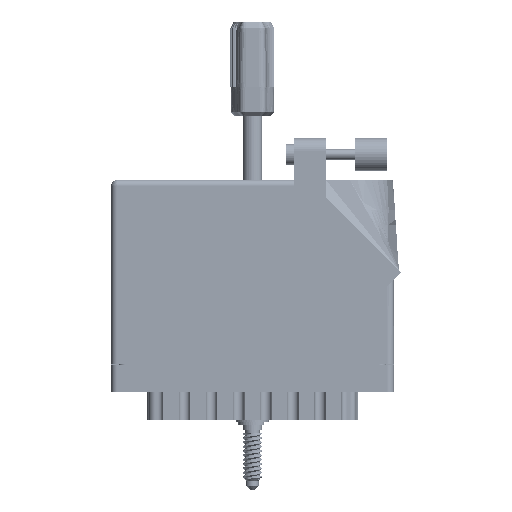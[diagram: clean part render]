
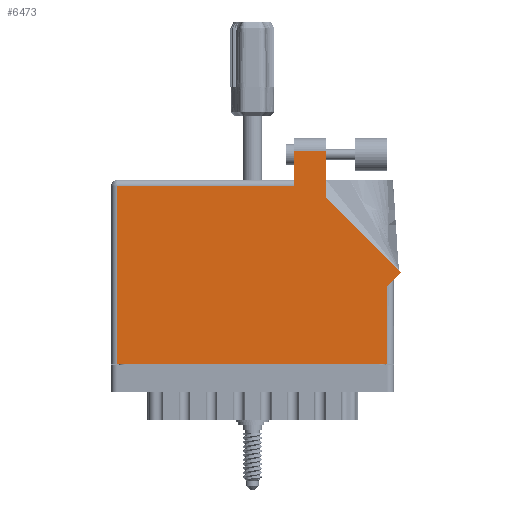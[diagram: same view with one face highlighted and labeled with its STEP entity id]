
A CAD part, front view. The second image highlights one B-rep face of the part: STEP entity #6473.
In plain terms, the highlighted face is planar.
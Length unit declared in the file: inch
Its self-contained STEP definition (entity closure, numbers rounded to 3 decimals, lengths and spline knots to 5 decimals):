
#1958 = LINE ( 'NONE', #54440, #72356 ) ;
#3253 = LINE ( 'NONE', #72224, #23828 ) ;
#5195 = VERTEX_POINT ( 'NONE', #75216 ) ;
#5579 = CARTESIAN_POINT ( 'NONE',  ( 1.758, 2.05, 0. ) ) ;
#6473 = ADVANCED_FACE ( 'NONE', ( #54049 ), #24861, .F. ) ;
#6899 = DIRECTION ( 'NONE',  ( 0., 1., 0. ) ) ;
#8336 = EDGE_LOOP ( 'NONE', ( #82042, #69872, #51724, #45005, #73201, #24623, #68033, #69363, #75600 ) ) ;
#9288 = DIRECTION ( 'NONE',  ( 0., -1., 0. ) ) ;
#10322 = CARTESIAN_POINT ( 'NONE',  ( 1.758, 1.775, 0. ) ) ;
#12553 = CARTESIAN_POINT ( 'NONE',  ( 0.062, 1.713, 0. ) ) ;
#15601 = VERTEX_POINT ( 'NONE', #51143 ) ;
#16364 = VERTEX_POINT ( 'NONE', #64846 ) ;
#17581 = DIRECTION ( 'NONE',  ( -1., 0., 0. ) ) ;
#21109 = EDGE_CURVE ( 'NONE', #53340, #5195, #76179, .T. ) ;
#23544 = EDGE_CURVE ( 'NONE', #42316, #43770, #40085, .T. ) ;
#23828 = VECTOR ( 'NONE', #9288, 39.37008 ) ;
#24623 = ORIENTED_EDGE ( 'NONE', *, *, #83389, .T. ) ;
#24861 = PLANE ( 'NONE',  #39778 ) ;
#26336 = CARTESIAN_POINT ( 'NONE',  ( 1.758, 1.713, 0. ) ) ;
#27398 = DIRECTION ( 'NONE',  ( -0.707, 0.707, 0. ) ) ;
#27855 = VECTOR ( 'NONE', #44717, 39.37008 ) ;
#29592 = VERTEX_POINT ( 'NONE', #57770 ) ;
#30019 = EDGE_CURVE ( 'NONE', #36815, #43114, #70826, .T. ) ;
#31824 = EDGE_CURVE ( 'NONE', #43114, #16364, #3253, .T. ) ;
#35733 = VECTOR ( 'NONE', #73336, 39.37008 ) ;
#36815 = VERTEX_POINT ( 'NONE', #26336 ) ;
#38364 = VECTOR ( 'NONE', #63474, 39.37008 ) ;
#39778 = AXIS2_PLACEMENT_3D ( 'NONE', #73258, #66016, #17581 ) ;
#40085 = LINE ( 'NONE', #69130, #52030 ) ;
#40525 = CARTESIAN_POINT ( 'NONE',  ( 2.656, 0.815, 0. ) ) ;
#42316 = VERTEX_POINT ( 'NONE', #75001 ) ;
#43114 = VERTEX_POINT ( 'NONE', #12553 ) ;
#43770 = VERTEX_POINT ( 'NONE', #5579 ) ;
#43953 = CARTESIAN_POINT ( 'NONE',  ( 2.718, 0.815, 0. ) ) ;
#44117 = CARTESIAN_POINT ( 'NONE',  ( 0., 0., 0. ) ) ;
#44717 = DIRECTION ( 'NONE',  ( 1., 0., 0. ) ) ;
#45005 = ORIENTED_EDGE ( 'NONE', *, *, #30019, .T. ) ;
#45532 = EDGE_CURVE ( 'NONE', #29592, #42316, #69388, .T. ) ;
#47380 = EDGE_CURVE ( 'NONE', #43770, #36815, #69612, .T. ) ;
#50994 = CARTESIAN_POINT ( 'NONE',  ( 2.065, 1.60942, 0. ) ) ;
#51143 = CARTESIAN_POINT ( 'NONE',  ( 2.78871, 0.88571, 0. ) ) ;
#51724 = ORIENTED_EDGE ( 'NONE', *, *, #47380, .T. ) ;
#52030 = VECTOR ( 'NONE', #75483, 39.37008 ) ;
#53340 = VERTEX_POINT ( 'NONE', #67597 ) ;
#54049 = FACE_OUTER_BOUND ( 'NONE', #8336, .T. ) ;
#54440 = CARTESIAN_POINT ( 'NONE',  ( 2.78871, 0.88571, 0. ) ) ;
#57770 = CARTESIAN_POINT ( 'NONE',  ( 2.065, 1.60942, 0. ) ) ;
#58218 = LINE ( 'NONE', #44117, #27855 ) ;
#58473 = DIRECTION ( 'NONE',  ( 0.707, 0.707, 0. ) ) ;
#63474 = DIRECTION ( 'NONE',  ( -1., 0., 0. ) ) ;
#64846 = CARTESIAN_POINT ( 'NONE',  ( 0.062, 0., 0. ) ) ;
#66016 = DIRECTION ( 'NONE',  ( 0., 0., -1. ) ) ;
#66040 = VECTOR ( 'NONE', #58473, 39.37008 ) ;
#66334 = DIRECTION ( 'NONE',  ( 0., -1., 0. ) ) ;
#67333 = EDGE_CURVE ( 'NONE', #5195, #15601, #70347, .T. ) ;
#67597 = CARTESIAN_POINT ( 'NONE',  ( 2.656, 0., 0. ) ) ;
#68033 = ORIENTED_EDGE ( 'NONE', *, *, #21109, .T. ) ;
#68357 = EDGE_CURVE ( 'NONE', #15601, #29592, #1958, .T. ) ;
#69130 = CARTESIAN_POINT ( 'NONE',  ( 1.758, 2.05, 0. ) ) ;
#69363 = ORIENTED_EDGE ( 'NONE', *, *, #67333, .T. ) ;
#69388 = LINE ( 'NONE', #50994, #35733 ) ;
#69612 = LINE ( 'NONE', #10322, #78261 ) ;
#69872 = ORIENTED_EDGE ( 'NONE', *, *, #23544, .T. ) ;
#70347 = LINE ( 'NONE', #43953, #66040 ) ;
#70826 = LINE ( 'NONE', #83974, #38364 ) ;
#72224 = CARTESIAN_POINT ( 'NONE',  ( 0.062, 0., 0. ) ) ;
#72356 = VECTOR ( 'NONE', #27398, 39.37008 ) ;
#73201 = ORIENTED_EDGE ( 'NONE', *, *, #31824, .T. ) ;
#73258 = CARTESIAN_POINT ( 'NONE',  ( 0., 1.775, 0. ) ) ;
#73336 = DIRECTION ( 'NONE',  ( 0., 1., 0. ) ) ;
#75001 = CARTESIAN_POINT ( 'NONE',  ( 2.065, 2.05, 0. ) ) ;
#75216 = CARTESIAN_POINT ( 'NONE',  ( 2.656, 0.753, 0. ) ) ;
#75483 = DIRECTION ( 'NONE',  ( -1., 0., 0. ) ) ;
#75600 = ORIENTED_EDGE ( 'NONE', *, *, #68357, .T. ) ;
#76179 = LINE ( 'NONE', #40525, #88082 ) ;
#78261 = VECTOR ( 'NONE', #66334, 39.37008 ) ;
#82042 = ORIENTED_EDGE ( 'NONE', *, *, #45532, .T. ) ;
#83389 = EDGE_CURVE ( 'NONE', #16364, #53340, #58218, .T. ) ;
#83974 = CARTESIAN_POINT ( 'NONE',  ( 0., 1.713, 0. ) ) ;
#88082 = VECTOR ( 'NONE', #6899, 39.37008 ) ;
